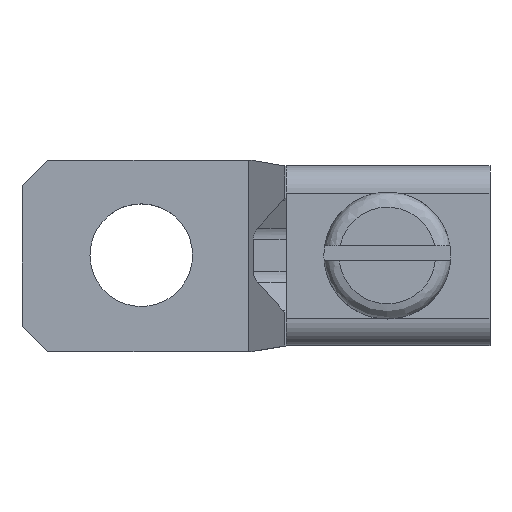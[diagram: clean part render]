
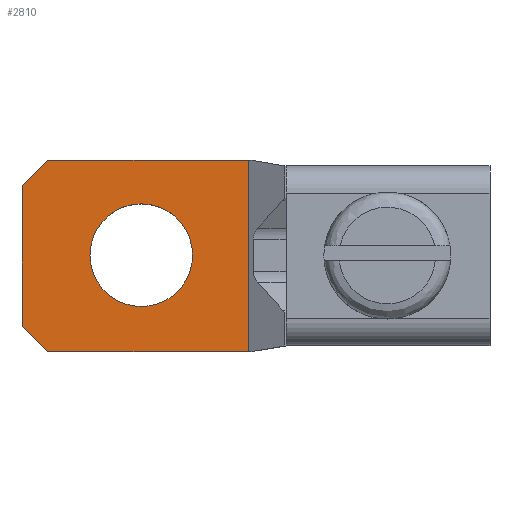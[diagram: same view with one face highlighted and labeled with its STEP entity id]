
A CAD part, top view. The second image highlights one B-rep face of the part: STEP entity #2810.
In plain terms, the highlighted planar face has unit normal (0, 0, 1).
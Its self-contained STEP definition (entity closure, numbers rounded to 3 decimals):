
#7 = CARTESIAN_POINT ( 'NONE',  ( 0., 1.7, 1.5 ) ) ;
#81 = CIRCLE ( 'NONE', #2726, 3.4 ) ;
#231 = CARTESIAN_POINT ( 'NONE',  ( 15., 0., 1.5 ) ) ;
#271 = CARTESIAN_POINT ( 'NONE',  ( 7.9, 6.4, 1.5 ) ) ;
#278 = VERTEX_POINT ( 'NONE', #2991 ) ;
#348 = CARTESIAN_POINT ( 'NONE',  ( 1.7, 12.7, 1.5 ) ) ;
#349 = ORIENTED_EDGE ( 'NONE', *, *, #3319, .T. ) ;
#412 = VERTEX_POINT ( 'NONE', #3363 ) ;
#477 = DIRECTION ( 'NONE',  ( -0.707, -0.707, 0. ) ) ;
#569 = CARTESIAN_POINT ( 'NONE',  ( 15., 0., 1.5 ) ) ;
#581 = DIRECTION ( 'NONE',  ( 1., 0., 0. ) ) ;
#601 = AXIS2_PLACEMENT_3D ( 'NONE', #3034, #1458, #581 ) ;
#640 = CARTESIAN_POINT ( 'NONE',  ( 0., 1.7, 1.5 ) ) ;
#663 = VERTEX_POINT ( 'NONE', #231 ) ;
#691 = VERTEX_POINT ( 'NONE', #3214 ) ;
#740 = EDGE_LOOP ( 'NONE', ( #2024, #349, #2900, #1649, #1554, #874 ) ) ;
#768 = PLANE ( 'NONE',  #964 ) ;
#874 = ORIENTED_EDGE ( 'NONE', *, *, #2070, .T. ) ;
#937 = EDGE_CURVE ( 'NONE', #2766, #663, #3113, .T. ) ;
#946 = CARTESIAN_POINT ( 'NONE',  ( 4.5, 6.4, 1.5 ) ) ;
#948 = EDGE_LOOP ( 'NONE', ( #1302, #1648 ) ) ;
#964 = AXIS2_PLACEMENT_3D ( 'NONE', #2383, #2434, #2979 ) ;
#1011 = DIRECTION ( 'NONE',  ( 1., 0., 0. ) ) ;
#1034 = FACE_OUTER_BOUND ( 'NONE', #740, .T. ) ;
#1111 = DIRECTION ( 'NONE',  ( 0., 1., 0. ) ) ;
#1271 = VECTOR ( 'NONE', #477, 1000. ) ;
#1302 = ORIENTED_EDGE ( 'NONE', *, *, #3447, .T. ) ;
#1327 = EDGE_CURVE ( 'NONE', #1496, #2766, #2928, .T. ) ;
#1350 = LINE ( 'NONE', #1835, #1628 ) ;
#1365 = DIRECTION ( 'NONE',  ( 1., 0., 0. ) ) ;
#1432 = EDGE_CURVE ( 'NONE', #2728, #691, #1968, .T. ) ;
#1458 = DIRECTION ( 'NONE',  ( 0., 0., -1. ) ) ;
#1496 = VERTEX_POINT ( 'NONE', #640 ) ;
#1550 = CARTESIAN_POINT ( 'NONE',  ( 0., 0., 1.5 ) ) ;
#1554 = ORIENTED_EDGE ( 'NONE', *, *, #937, .T. ) ;
#1626 = VECTOR ( 'NONE', #2681, 1000. ) ;
#1628 = VECTOR ( 'NONE', #2630, 1000. ) ;
#1648 = ORIENTED_EDGE ( 'NONE', *, *, #1432, .T. ) ;
#1649 = ORIENTED_EDGE ( 'NONE', *, *, #1327, .T. ) ;
#1654 = EDGE_CURVE ( 'NONE', #1844, #412, #1350, .T. ) ;
#1713 = LINE ( 'NONE', #348, #1271 ) ;
#1789 = EDGE_CURVE ( 'NONE', #278, #1496, #3217, .T. ) ;
#1835 = CARTESIAN_POINT ( 'NONE',  ( 0., 12.7, 1.5 ) ) ;
#1844 = VERTEX_POINT ( 'NONE', #1966 ) ;
#1869 = CARTESIAN_POINT ( 'NONE',  ( 0., 0., 1.5 ) ) ;
#1903 = FACE_BOUND ( 'NONE', #948, .T. ) ;
#1909 = VECTOR ( 'NONE', #1011, 1000. ) ;
#1966 = CARTESIAN_POINT ( 'NONE',  ( 15., 12.7, 1.5 ) ) ;
#1968 = CIRCLE ( 'NONE', #601, 3.4 ) ;
#2024 = ORIENTED_EDGE ( 'NONE', *, *, #1654, .T. ) ;
#2070 = EDGE_CURVE ( 'NONE', #663, #1844, #2933, .T. ) ;
#2114 = CARTESIAN_POINT ( 'NONE',  ( 1.7, 0., 1.5 ) ) ;
#2306 = VECTOR ( 'NONE', #1111, 1000. ) ;
#2383 = CARTESIAN_POINT ( 'NONE',  ( 0., 0., 1.5 ) ) ;
#2384 = DIRECTION ( 'NONE',  ( 0., 0., -1. ) ) ;
#2434 = DIRECTION ( 'NONE',  ( 0., 0., 1. ) ) ;
#2630 = DIRECTION ( 'NONE',  ( -1., 0., 0. ) ) ;
#2681 = DIRECTION ( 'NONE',  ( 0.707, -0.707, 0. ) ) ;
#2726 = AXIS2_PLACEMENT_3D ( 'NONE', #271, #2384, #1365 ) ;
#2728 = VERTEX_POINT ( 'NONE', #946 ) ;
#2766 = VERTEX_POINT ( 'NONE', #2114 ) ;
#2806 = VECTOR ( 'NONE', #2926, 1000. ) ;
#2810 = ADVANCED_FACE ( 'NONE', ( #1903, #1034 ), #768, .T. ) ;
#2900 = ORIENTED_EDGE ( 'NONE', *, *, #1789, .T. ) ;
#2926 = DIRECTION ( 'NONE',  ( 0., -1., 0. ) ) ;
#2928 = LINE ( 'NONE', #7, #1626 ) ;
#2933 = LINE ( 'NONE', #569, #2306 ) ;
#2979 = DIRECTION ( 'NONE',  ( 1., 0., 0. ) ) ;
#2991 = CARTESIAN_POINT ( 'NONE',  ( 0., 11., 1.5 ) ) ;
#3034 = CARTESIAN_POINT ( 'NONE',  ( 7.9, 6.4, 1.5 ) ) ;
#3113 = LINE ( 'NONE', #1550, #1909 ) ;
#3214 = CARTESIAN_POINT ( 'NONE',  ( 11.3, 6.4, 1.5 ) ) ;
#3217 = LINE ( 'NONE', #1869, #2806 ) ;
#3319 = EDGE_CURVE ( 'NONE', #412, #278, #1713, .T. ) ;
#3363 = CARTESIAN_POINT ( 'NONE',  ( 1.7, 12.7, 1.5 ) ) ;
#3447 = EDGE_CURVE ( 'NONE', #691, #2728, #81, .T. ) ;
